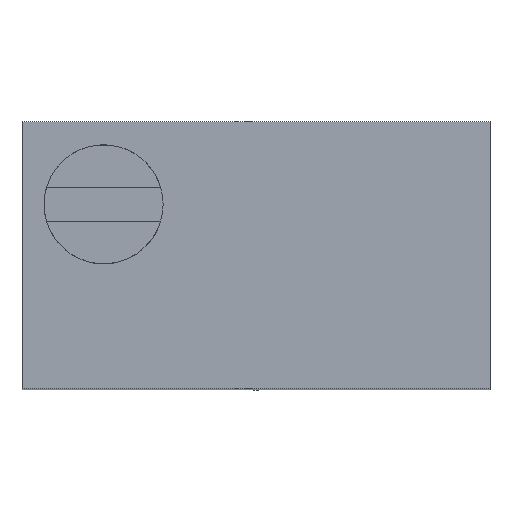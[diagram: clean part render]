
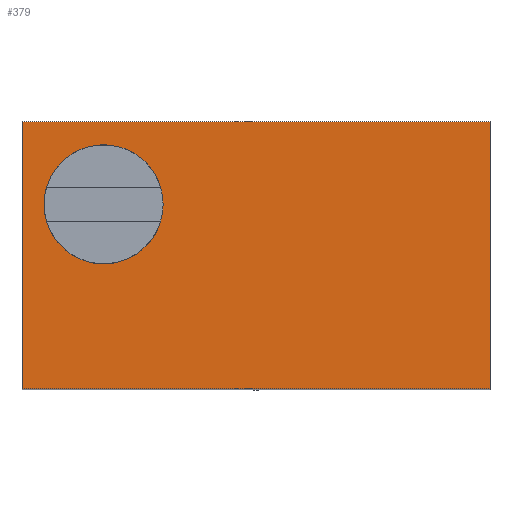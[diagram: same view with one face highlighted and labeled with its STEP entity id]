
A CAD part, top view. The second image highlights one B-rep face of the part: STEP entity #379.
In plain terms, the highlighted planar face has unit normal (0, 0, 1).
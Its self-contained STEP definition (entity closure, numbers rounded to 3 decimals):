
#43=LINE('',#619,#79);
#45=LINE('',#623,#81);
#47=LINE('',#627,#83);
#49=LINE('',#630,#85);
#79=VECTOR('',#507,10.);
#81=VECTOR('',#511,10.);
#83=VECTOR('',#515,10.);
#85=VECTOR('',#519,10.);
#117=FACE_OUTER_BOUND('',#143,.T.);
#143=EDGE_LOOP('',(#305,#306,#307,#308));
#181=VERTEX_POINT('',#616);
#182=VERTEX_POINT('',#618);
#183=VERTEX_POINT('',#622);
#184=VERTEX_POINT('',#626);
#221=EDGE_CURVE('',#182,#181,#43,.T.);
#223=EDGE_CURVE('',#183,#182,#45,.T.);
#225=EDGE_CURVE('',#184,#183,#47,.T.);
#227=EDGE_CURVE('',#181,#184,#49,.T.);
#305=ORIENTED_EDGE('',*,*,#227,.T.);
#306=ORIENTED_EDGE('',*,*,#225,.T.);
#307=ORIENTED_EDGE('',*,*,#223,.T.);
#308=ORIENTED_EDGE('',*,*,#221,.T.);
#354=PLANE('',#429);
#379=ADVANCED_FACE('',(#117),#354,.T.);
#429=AXIS2_PLACEMENT_3D('',#631,#520,#521);
#507=DIRECTION('',(-1.,0.,0.));
#511=DIRECTION('',(0.,1.,0.));
#515=DIRECTION('',(1.,0.,0.));
#519=DIRECTION('',(0.,-1.,0.));
#520=DIRECTION('center_axis',(0.,0.,1.));
#521=DIRECTION('ref_axis',(1.,0.,0.));
#616=CARTESIAN_POINT('',(-3.5,2.48,8.));
#618=CARTESIAN_POINT('',(3.5,2.48,8.));
#619=CARTESIAN_POINT('',(0.,2.48,8.));
#622=CARTESIAN_POINT('',(3.5,-1.52,8.));
#623=CARTESIAN_POINT('',(3.5,2.48,8.));
#626=CARTESIAN_POINT('',(-3.5,-1.52,8.));
#627=CARTESIAN_POINT('',(3.5,-1.52,8.));
#630=CARTESIAN_POINT('',(-3.5,-1.52,8.));
#631=CARTESIAN_POINT('Origin',(0.,0.48,
8.));
